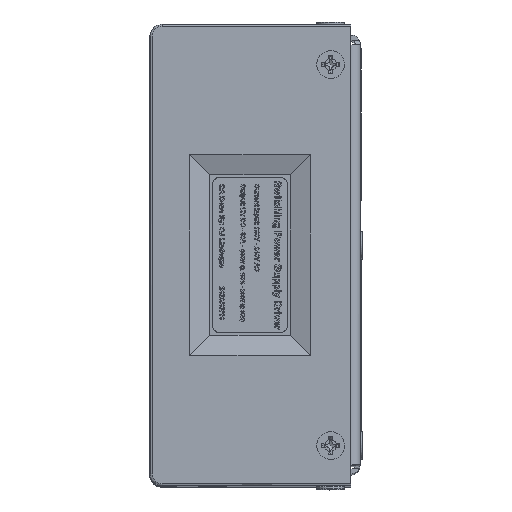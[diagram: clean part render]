
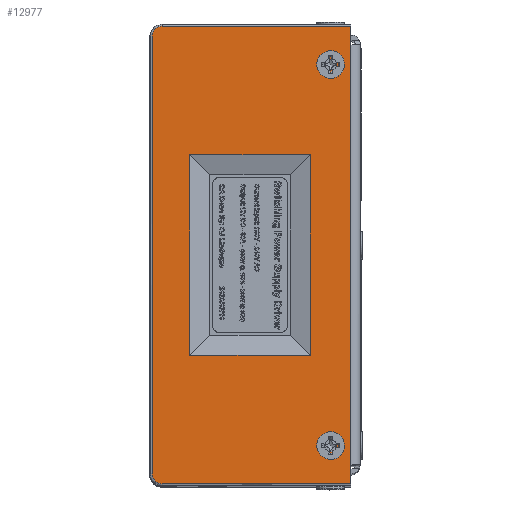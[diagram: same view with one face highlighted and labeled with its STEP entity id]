
A CAD part, top view. The second image highlights one B-rep face of the part: STEP entity #12977.
In plain terms, the highlighted free-form (B-spline) face has degree [1, 1] with [2, 2] control points.
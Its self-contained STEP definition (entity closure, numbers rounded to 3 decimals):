
#5272 = VERTEX_POINT('',#5273);
#5273 = CARTESIAN_POINT('',(93.76,-67.015,
    1162.926));
#5281 = VERTEX_POINT('',#5282);
#5282 = CARTESIAN_POINT('',(45.767,-67.019,
    1162.95));
#5288 = EDGE_CURVE('',#5281,#5272,#5289,.T.);
#5289 = B_SPLINE_CURVE_WITH_KNOTS('',1,(#5290,#5291),.UNSPECIFIED.,.F.,
  .F.,(2,2),(3.,50.),.PIECEWISE_BEZIER_KNOTS.);
#5290 = CARTESIAN_POINT('',(45.767,-67.019,
    1162.95));
#5291 = CARTESIAN_POINT('',(93.76,-67.015,
    1162.926));
#5306 = VERTEX_POINT('',#5307);
#5307 = CARTESIAN_POINT('',(43.215,-69.572,
    1162.951));
#5313 = EDGE_CURVE('',#5306,#5281,#5314,.T.);
#5314 = ( BOUNDED_CURVE() B_SPLINE_CURVE(2,(#5315,#5316,#5317),
.UNSPECIFIED.,.F.,.F.) B_SPLINE_CURVE_WITH_KNOTS((3,3),(5.498,
7.069),.PIECEWISE_BEZIER_KNOTS.) CURVE() 
GEOMETRIC_REPRESENTATION_ITEM() RATIONAL_B_SPLINE_CURVE((1.,
0.707,1.)) REPRESENTATION_ITEM('') );
#5315 = CARTESIAN_POINT('',(43.215,-69.572,
    1162.951));
#5316 = CARTESIAN_POINT('',(43.214,-67.019,
    1162.951));
#5317 = CARTESIAN_POINT('',(45.767,-67.019,
    1162.95));
#5342 = VERTEX_POINT('',#5343);
#5343 = CARTESIAN_POINT('',(43.223,-180.874,
    1162.958));
#5349 = EDGE_CURVE('',#5342,#5306,#5350,.T.);
#5350 = B_SPLINE_CURVE_WITH_KNOTS('',1,(#5351,#5352),.UNSPECIFIED.,.F.,
  .F.,(2,2),(-25.75,83.25),.PIECEWISE_BEZIER_KNOTS.);
#5351 = CARTESIAN_POINT('',(43.223,-180.874,
    1162.958));
#5352 = CARTESIAN_POINT('',(43.215,-69.572,
    1162.951));
#5371 = VERTEX_POINT('',#5372);
#5372 = CARTESIAN_POINT('',(45.776,-183.426,
    1162.956));
#5378 = EDGE_CURVE('',#5371,#5342,#5379,.T.);
#5379 = ( BOUNDED_CURVE() B_SPLINE_CURVE(2,(#5380,#5381,#5382),
.UNSPECIFIED.,.F.,.F.) B_SPLINE_CURVE_WITH_KNOTS((3,3),(5.498,
7.069),.PIECEWISE_BEZIER_KNOTS.) CURVE() 
GEOMETRIC_REPRESENTATION_ITEM() RATIONAL_B_SPLINE_CURVE((1.,
0.707,1.)) REPRESENTATION_ITEM('') );
#5380 = CARTESIAN_POINT('',(45.776,-183.426,
    1162.956));
#5381 = CARTESIAN_POINT('',(43.223,-183.426,
    1162.958));
#5382 = CARTESIAN_POINT('',(43.223,-180.874,
    1162.958));
#5405 = VERTEX_POINT('',#5406);
#5406 = CARTESIAN_POINT('',(93.769,-183.422,
    1162.933));
#5412 = EDGE_CURVE('',#5405,#5371,#5413,.T.);
#5413 = B_SPLINE_CURVE_WITH_KNOTS('',1,(#5414,#5415),.UNSPECIFIED.,.F.,
  .F.,(2,2),(-50.,-3.),.PIECEWISE_BEZIER_KNOTS.);
#5414 = CARTESIAN_POINT('',(93.769,-183.422,
    1162.933));
#5415 = CARTESIAN_POINT('',(45.776,-183.426,
    1162.956));
#6854 = EDGE_CURVE('',#5272,#5405,#6855,.T.);
#6855 = B_SPLINE_CURVE_WITH_KNOTS('',1,(#6856,#6857),.UNSPECIFIED.,.F.,
  .F.,(2,2),(0.5,114.5),.PIECEWISE_BEZIER_KNOTS.);
#6856 = CARTESIAN_POINT('',(93.76,-67.015,
    1162.926));
#6857 = CARTESIAN_POINT('',(93.769,-183.422,
    1162.933));
#8963 = VERTEX_POINT('',#8964);
#8964 = CARTESIAN_POINT('',(52.818,-99.694,
    1162.948));
#8977 = VERTEX_POINT('',#8978);
#8978 = CARTESIAN_POINT('',(83.452,-99.692,
    1162.933));
#8983 = EDGE_CURVE('',#8977,#8963,#8984,.T.);
#8984 = B_SPLINE_CURVE_WITH_KNOTS('',1,(#8985,#8986),.UNSPECIFIED.,.F.,
  .F.,(2,2),(-32.451,-2.451),.PIECEWISE_BEZIER_KNOTS.);
#8985 = CARTESIAN_POINT('',(83.452,-99.692,
    1162.933));
#8986 = CARTESIAN_POINT('',(52.818,-99.694,
    1162.948));
#8999 = VERTEX_POINT('',#9000);
#9000 = CARTESIAN_POINT('',(52.822,-150.75,
    1162.951));
#9011 = EDGE_CURVE('',#8963,#8999,#9012,.T.);
#9012 = B_SPLINE_CURVE_WITH_KNOTS('',1,(#9013,#9014),.UNSPECIFIED.,.F.,
  .F.,(2,2),(-63.75,-13.75),.PIECEWISE_BEZIER_KNOTS.);
#9013 = CARTESIAN_POINT('',(52.818,-99.694,
    1162.948));
#9014 = CARTESIAN_POINT('',(52.822,-150.75,
    1162.951));
#9027 = VERTEX_POINT('',#9028);
#9028 = CARTESIAN_POINT('',(83.456,-150.748,
    1162.936));
#9039 = EDGE_CURVE('',#8999,#9027,#9040,.T.);
#9040 = B_SPLINE_CURVE_WITH_KNOTS('',1,(#9041,#9042),.UNSPECIFIED.,.F.,
  .F.,(2,2),(-7.549,22.451),.PIECEWISE_BEZIER_KNOTS.);
#9041 = CARTESIAN_POINT('',(52.822,-150.75,
    1162.951));
#9042 = CARTESIAN_POINT('',(83.456,-150.748,
    1162.936));
#9058 = EDGE_CURVE('',#9027,#8977,#9059,.T.);
#9059 = B_SPLINE_CURVE_WITH_KNOTS('',1,(#9060,#9061),.UNSPECIFIED.,.F.,
  .F.,(2,2),(-6.25,43.75),.PIECEWISE_BEZIER_KNOTS.);
#9060 = CARTESIAN_POINT('',(83.456,-150.748,
    1162.936));
#9061 = CARTESIAN_POINT('',(83.452,-99.692,
    1162.933));
#9085 = VERTEX_POINT('',#9086);
#9086 = CARTESIAN_POINT('',(88.662,-175.254,
    1162.935));
#9104 = EDGE_CURVE('',#9085,#9085,#9105,.T.);
#9105 = ( BOUNDED_CURVE() B_SPLINE_CURVE(2,(#9106,#9107,#9108,#9109,
#9110,#9111,#9112),.UNSPECIFIED.,.T.,.F.) B_SPLINE_CURVE_WITH_KNOTS((3,2
    ,2,3),(3.142,5.236,7.33,9.425),
.PIECEWISE_BEZIER_KNOTS.) CURVE() GEOMETRIC_REPRESENTATION_ITEM() 
RATIONAL_B_SPLINE_CURVE((1.,0.5,1.,0.5,1.,0.5,1.)) REPRESENTATION_ITEM(
  '') );
#9106 = CARTESIAN_POINT('',(88.662,-175.254,
    1162.935));
#9107 = CARTESIAN_POINT('',(86.009,-175.254,
    1162.936));
#9108 = CARTESIAN_POINT('',(87.336,-172.957,
    1162.935));
#9109 = CARTESIAN_POINT('',(88.662,-170.659,
    1162.934));
#9110 = CARTESIAN_POINT('',(89.989,-172.956,
    1162.934));
#9111 = CARTESIAN_POINT('',(91.315,-175.254,
    1162.933));
#9112 = CARTESIAN_POINT('',(88.662,-175.254,
    1162.935));
#9137 = VERTEX_POINT('',#9138);
#9138 = CARTESIAN_POINT('',(88.655,-78.248,
    1162.929));
#9156 = EDGE_CURVE('',#9137,#9137,#9157,.T.);
#9157 = ( BOUNDED_CURVE() B_SPLINE_CURVE(2,(#9158,#9159,#9160,#9161,
#9162,#9163,#9164),.UNSPECIFIED.,.T.,.F.) B_SPLINE_CURVE_WITH_KNOTS((3,2
    ,2,3),(3.142,5.236,7.33,9.425),
.PIECEWISE_BEZIER_KNOTS.) CURVE() GEOMETRIC_REPRESENTATION_ITEM() 
RATIONAL_B_SPLINE_CURVE((1.,0.5,1.,0.5,1.,0.5,1.)) REPRESENTATION_ITEM(
  '') );
#9158 = CARTESIAN_POINT('',(88.655,-78.248,
    1162.929));
#9159 = CARTESIAN_POINT('',(86.002,-78.248,
    1162.931));
#9160 = CARTESIAN_POINT('',(87.328,-75.951,
    1162.93));
#9161 = CARTESIAN_POINT('',(88.655,-73.653,
    1162.929));
#9162 = CARTESIAN_POINT('',(89.981,-75.951,
    1162.928));
#9163 = CARTESIAN_POINT('',(91.308,-78.248,
    1162.928));
#9164 = CARTESIAN_POINT('',(88.655,-78.248,
    1162.929));
#12977 = ADVANCED_FACE('',(#12978,#12986,#12992,#12995),#12998,.T.);
#12978 = FACE_BOUND('',#12979,.T.);
#12979 = EDGE_LOOP('',(#12980,#12981,#12982,#12983,#12984,#12985));
#12980 = ORIENTED_EDGE('',*,*,#5412,.F.);
#12981 = ORIENTED_EDGE('',*,*,#6854,.F.);
#12982 = ORIENTED_EDGE('',*,*,#5288,.F.);
#12983 = ORIENTED_EDGE('',*,*,#5313,.F.);
#12984 = ORIENTED_EDGE('',*,*,#5349,.F.);
#12985 = ORIENTED_EDGE('',*,*,#5378,.F.);
#12986 = FACE_BOUND('',#12987,.T.);
#12987 = EDGE_LOOP('',(#12988,#12989,#12990,#12991));
#12988 = ORIENTED_EDGE('',*,*,#9058,.F.);
#12989 = ORIENTED_EDGE('',*,*,#9039,.F.);
#12990 = ORIENTED_EDGE('',*,*,#9011,.F.);
#12991 = ORIENTED_EDGE('',*,*,#8983,.F.);
#12992 = FACE_BOUND('',#12993,.T.);
#12993 = EDGE_LOOP('',(#12994));
#12994 = ORIENTED_EDGE('',*,*,#9104,.T.);
#12995 = FACE_BOUND('',#12996,.T.);
#12996 = EDGE_LOOP('',(#12997));
#12997 = ORIENTED_EDGE('',*,*,#9156,.T.);
#12998 = B_SPLINE_SURFACE_WITH_KNOTS('',1,1,(
    (#12999,#13000)
    ,(#13001,#13002
    )),.UNSPECIFIED.,.F.,.F.,.F.,(2,2),(2,2),(-114.5,-0.5),(0.5,50.),
  .PIECEWISE_BEZIER_KNOTS.);
#12999 = CARTESIAN_POINT('',(43.214,-67.019,
    1162.951));
#13000 = CARTESIAN_POINT('',(93.76,-67.015,
    1162.926));
#13001 = CARTESIAN_POINT('',(43.223,-183.426,
    1162.958));
#13002 = CARTESIAN_POINT('',(93.769,-183.422,
    1162.933));
